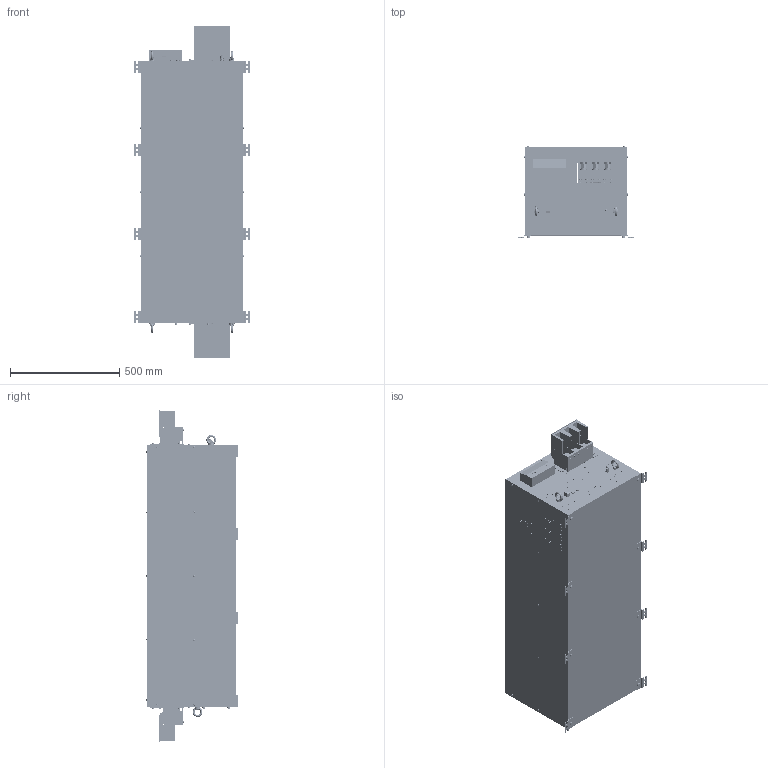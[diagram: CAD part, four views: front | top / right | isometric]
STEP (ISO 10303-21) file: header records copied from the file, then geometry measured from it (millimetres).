
FILE_DESCRIPTION (( 'STEP AP214' ), '1' );
FILE_NAME ('480226.STEP', '2022-06-14T09:55:10', ( '' ), ( '' ), 'SwSTEP 2.0', 'SolidWorks 2018', '' );
FILE_SCHEMA (( 'AUTOMOTIVE_DESIGN' ));
Products named in the file (1): 480226
Bounding box: 527.5 x 418.74 x 1519 mm (x, y, z)
Volume: 10804976.2 mm3; surface area: 5865271.6 mm2
Topology: 1 solids, 41 shells, 7966 faces, 17840 edges, 11638 vertices
Faces by surface type: cylinder 4095, plane 3233, torus 476, cone 118, sphere 28, bspline 16
Entity records: 234475 total; most frequent: CARTESIAN_POINT 46692, DIRECTION 43200, ORIENTED_EDGE 35680, EDGE_CURVE 17840, AXIS2_PLACEMENT_3D 17752, VERTEX_POINT 11638, EDGE_LOOP 10084, CIRCLE 9801
